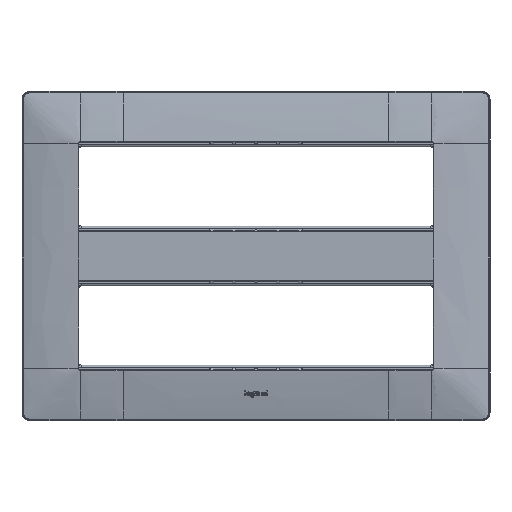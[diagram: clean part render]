
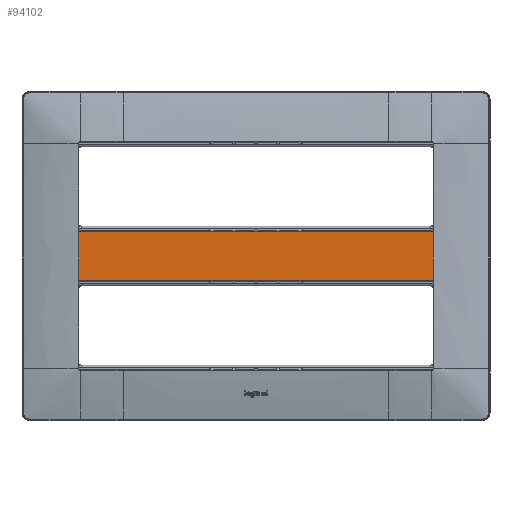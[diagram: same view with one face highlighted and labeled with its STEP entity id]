
A CAD part, top view. The second image highlights one B-rep face of the part: STEP entity #94102.
In plain terms, the highlighted planar face has unit normal (0, 0, 1).
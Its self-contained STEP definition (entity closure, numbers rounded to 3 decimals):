
#94013=AXIS2_PLACEMENT_3D('Plane Axis2P3D',#94010,#94011,#94012) ;
#93057=CARTESIAN_POINT('Vertex',(89.765,-12.535,9.8)) ;
#93060=CARTESIAN_POINT('Line Origine',(0.,-12.535,9.8)) ;
#93064=CARTESIAN_POINT('Vertex',(-89.765,-12.535,9.8)) ;
#93118=CARTESIAN_POINT('Control Point',(-89.765,-12.535,9.8)) ;
#93119=CARTESIAN_POINT('Control Point',(-89.854,-12.535,9.8)) ;
#93120=CARTESIAN_POINT('Control Point',(-89.942,-12.545,9.8)) ;
#93121=CARTESIAN_POINT('Control Point',(-90.03,-12.565,9.8)) ;
#93122=CARTESIAN_POINT('Control Point',(-90.199,-12.623,9.8)) ;
#93123=CARTESIAN_POINT('Control Point',(-90.351,-12.717,9.8)) ;
#93124=CARTESIAN_POINT('Control Point',(-90.421,-12.773,9.8)) ;
#93125=CARTESIAN_POINT('Control Point',(-90.486,-12.837,9.8)) ;
#93126=CARTESIAN_POINT('Control Point',(-90.543,-12.907,9.8)) ;
#93127=CARTESIAN_POINT('Control Point',(-90.543,-12.907,9.8)) ;
#93128=CARTESIAN_POINT('Control Point',(-90.544,-12.908,9.8)) ;
#93129=CARTESIAN_POINT('Control Point',(-90.545,-12.909,9.8)) ;
#93130=CARTESIAN_POINT('Vertex',(-90.545,-12.909,9.8)) ;
#93186=CARTESIAN_POINT('Control Point',(90.545,-12.909,9.8)) ;
#93187=CARTESIAN_POINT('Control Point',(90.503,-12.858,9.8)) ;
#93188=CARTESIAN_POINT('Control Point',(90.458,-12.81,9.8)) ;
#93189=CARTESIAN_POINT('Control Point',(90.409,-12.766,9.8)) ;
#93190=CARTESIAN_POINT('Control Point',(90.265,-12.657,9.8)) ;
#93191=CARTESIAN_POINT('Control Point',(90.101,-12.583,9.8)) ;
#93192=CARTESIAN_POINT('Control Point',(89.991,-12.551,9.8)) ;
#93193=CARTESIAN_POINT('Control Point',(89.878,-12.535,9.8)) ;
#93194=CARTESIAN_POINT('Control Point',(89.765,-12.535,9.8)) ;
#93195=CARTESIAN_POINT('Vertex',(90.545,-12.909,9.8)) ;
#93266=CARTESIAN_POINT('Vertex',(90.55,-12.894,9.8)) ;
#93270=CARTESIAN_POINT('Control Point',(90.55,-12.894,9.8)) ;
#93271=CARTESIAN_POINT('Control Point',(90.55,-12.899,9.8)) ;
#93272=CARTESIAN_POINT('Control Point',(90.549,-12.905,9.8)) ;
#93273=CARTESIAN_POINT('Control Point',(90.545,-12.909,9.8)) ;
#93322=CARTESIAN_POINT('Control Point',(-90.55,-12.894,9.8)) ;
#93323=CARTESIAN_POINT('Control Point',(-90.55,-12.899,9.8)) ;
#93324=CARTESIAN_POINT('Control Point',(-90.549,-12.905,9.8)) ;
#93325=CARTESIAN_POINT('Control Point',(-90.545,-12.909,9.8)) ;
#93326=CARTESIAN_POINT('Vertex',(-90.55,-12.894,9.8)) ;
#93983=CARTESIAN_POINT('Vertex',(-90.55,12.894,9.8)) ;
#93993=CARTESIAN_POINT('Line Origine',(-90.55,0.511,9.8)) ;
#94010=CARTESIAN_POINT('Axis2P3D Location',(0.,0.,9.8)) ;
#94015=CARTESIAN_POINT('Line Origine',(90.55,0.,9.8)) ;
#94019=CARTESIAN_POINT('Vertex',(90.55,12.894,9.8)) ;
#94023=CARTESIAN_POINT('Control Point',(90.55,12.894,9.8)) ;
#94024=CARTESIAN_POINT('Control Point',(90.55,12.896,9.8)) ;
#94025=CARTESIAN_POINT('Control Point',(90.55,12.897,9.8)) ;
#94026=CARTESIAN_POINT('Control Point',(90.55,12.898,9.8)) ;
#94027=CARTESIAN_POINT('Control Point',(90.549,12.901,9.8)) ;
#94028=CARTESIAN_POINT('Control Point',(90.549,12.904,9.8)) ;
#94029=CARTESIAN_POINT('Control Point',(90.548,12.905,9.8)) ;
#94030=CARTESIAN_POINT('Control Point',(90.547,12.907,9.8)) ;
#94031=CARTESIAN_POINT('Control Point',(90.546,12.908,9.8)) ;
#94032=CARTESIAN_POINT('Control Point',(90.545,12.908,9.8)) ;
#94033=CARTESIAN_POINT('Control Point',(90.545,12.909,9.8)) ;
#94034=CARTESIAN_POINT('Control Point',(90.545,12.909,9.8)) ;
#94035=CARTESIAN_POINT('Vertex',(90.545,12.909,9.8)) ;
#94039=CARTESIAN_POINT('Control Point',(90.545,12.909,9.8)) ;
#94040=CARTESIAN_POINT('Control Point',(90.503,12.858,9.8)) ;
#94041=CARTESIAN_POINT('Control Point',(90.458,12.81,9.8)) ;
#94042=CARTESIAN_POINT('Control Point',(90.409,12.766,9.8)) ;
#94043=CARTESIAN_POINT('Control Point',(90.265,12.657,9.8)) ;
#94044=CARTESIAN_POINT('Control Point',(90.101,12.583,9.8)) ;
#94045=CARTESIAN_POINT('Control Point',(89.991,12.551,9.8)) ;
#94046=CARTESIAN_POINT('Control Point',(89.878,12.535,9.8)) ;
#94047=CARTESIAN_POINT('Control Point',(89.765,12.535,9.8)) ;
#94048=CARTESIAN_POINT('Vertex',(89.765,12.535,9.8)) ;
#94051=CARTESIAN_POINT('Line Origine',(0.,12.535,9.8)) ;
#94055=CARTESIAN_POINT('Vertex',(-89.765,12.535,9.8)) ;
#94059=CARTESIAN_POINT('Control Point',(-89.765,12.535,9.8)) ;
#94060=CARTESIAN_POINT('Control Point',(-89.854,12.535,9.8)) ;
#94061=CARTESIAN_POINT('Control Point',(-89.942,12.545,9.8)) ;
#94062=CARTESIAN_POINT('Control Point',(-90.03,12.565,9.8)) ;
#94063=CARTESIAN_POINT('Control Point',(-90.199,12.623,9.8)) ;
#94064=CARTESIAN_POINT('Control Point',(-90.351,12.717,9.8)) ;
#94065=CARTESIAN_POINT('Control Point',(-90.421,12.773,9.8)) ;
#94066=CARTESIAN_POINT('Control Point',(-90.486,12.837,9.8)) ;
#94067=CARTESIAN_POINT('Control Point',(-90.543,12.907,9.8)) ;
#94068=CARTESIAN_POINT('Control Point',(-90.543,12.907,9.8)) ;
#94069=CARTESIAN_POINT('Control Point',(-90.544,12.908,9.8)) ;
#94070=CARTESIAN_POINT('Control Point',(-90.545,12.909,9.8)) ;
#94071=CARTESIAN_POINT('Vertex',(-90.545,12.909,9.8)) ;
#94075=CARTESIAN_POINT('Control Point',(-90.55,12.894,9.8)) ;
#94076=CARTESIAN_POINT('Control Point',(-90.55,12.896,9.8)) ;
#94077=CARTESIAN_POINT('Control Point',(-90.55,12.897,9.8)) ;
#94078=CARTESIAN_POINT('Control Point',(-90.55,12.898,9.8)) ;
#94079=CARTESIAN_POINT('Control Point',(-90.549,12.901,9.8)) ;
#94080=CARTESIAN_POINT('Control Point',(-90.549,12.904,9.8)) ;
#94081=CARTESIAN_POINT('Control Point',(-90.548,12.905,9.8)) ;
#94082=CARTESIAN_POINT('Control Point',(-90.547,12.907,9.8)) ;
#94083=CARTESIAN_POINT('Control Point',(-90.546,12.908,9.8)) ;
#94084=CARTESIAN_POINT('Control Point',(-90.545,12.908,9.8)) ;
#94085=CARTESIAN_POINT('Control Point',(-90.545,12.909,9.8)) ;
#94086=CARTESIAN_POINT('Control Point',(-90.545,12.909,9.8)) ;
#93061=DIRECTION('Vector Direction',(1.,0.,0.)) ;
#93994=DIRECTION('Vector Direction',(0.,1.,0.)) ;
#94011=DIRECTION('Axis2P3D Direction',(0.,0.,1.)) ;
#94012=DIRECTION('Axis2P3D XDirection',(1.,0.,0.)) ;
#94016=DIRECTION('Vector Direction',(0.,1.,0.)) ;
#94052=DIRECTION('Vector Direction',(-1.,0.,0.)) ;
#93062=VECTOR('Line Direction',#93061,1.) ;
#93995=VECTOR('Line Direction',#93994,1.) ;
#94017=VECTOR('Line Direction',#94016,1.) ;
#94053=VECTOR('Line Direction',#94052,1.) ;
#94089=ORIENTED_EDGE('',*,*,#93997,.F.) ;
#94090=ORIENTED_EDGE('',*,*,#93328,.F.) ;
#94091=ORIENTED_EDGE('',*,*,#93132,.F.) ;
#94092=ORIENTED_EDGE('',*,*,#93066,.F.) ;
#94093=ORIENTED_EDGE('',*,*,#93197,.F.) ;
#94094=ORIENTED_EDGE('',*,*,#93274,.F.) ;
#94095=ORIENTED_EDGE('',*,*,#94021,.T.) ;
#94096=ORIENTED_EDGE('',*,*,#94037,.F.) ;
#94097=ORIENTED_EDGE('',*,*,#94050,.T.) ;
#94098=ORIENTED_EDGE('',*,*,#94057,.T.) ;
#94099=ORIENTED_EDGE('',*,*,#94073,.T.) ;
#94100=ORIENTED_EDGE('',*,*,#94087,.F.) ;
#94102=ADVANCED_FACE('PartBody',(#94101),#94014,.T.) ;
#93117=B_SPLINE_CURVE_WITH_KNOTS('',5,(#93118,#93119,#93120,#93121,#93122,#93123,#93124,#93125,#93126,#93127,#93128,#93129),.UNSPECIFIED.,.F.,.U.,(6,3,3,6),(3.018,3.587,4.157,4.164),.UNSPECIFIED.) ;
#93185=B_SPLINE_CURVE_WITH_KNOTS('',5,(#93186,#93187,#93188,#93189,#93190,#93191,#93192,#93193,#93194),.UNSPECIFIED.,.F.,.U.,(6,3,6),(3.884,4.307,5.03),.UNSPECIFIED.) ;
#93269=B_SPLINE_CURVE_WITH_KNOTS('',3,(#93270,#93271,#93272,#93273),.UNSPECIFIED.,.F.,.U.,(4,4),(0.,0.021),.UNSPECIFIED.) ;
#93321=B_SPLINE_CURVE_WITH_KNOTS('',3,(#93322,#93323,#93324,#93325),.UNSPECIFIED.,.F.,.U.,(4,4),(0.,0.021),.UNSPECIFIED.) ;
#94022=B_SPLINE_CURVE_WITH_KNOTS('',5,(#94023,#94024,#94025,#94026,#94027,#94028,#94029,#94030,#94031,#94032,#94033,#94034),.UNSPECIFIED.,.F.,.U.,(6,3,3,6),(0.,0.009,0.018,0.021),.UNSPECIFIED.) ;
#94038=B_SPLINE_CURVE_WITH_KNOTS('',5,(#94039,#94040,#94041,#94042,#94043,#94044,#94045,#94046,#94047),.UNSPECIFIED.,.F.,.U.,(6,3,6),(3.884,4.307,5.03),.UNSPECIFIED.) ;
#94058=B_SPLINE_CURVE_WITH_KNOTS('',5,(#94059,#94060,#94061,#94062,#94063,#94064,#94065,#94066,#94067,#94068,#94069,#94070),.UNSPECIFIED.,.F.,.U.,(6,3,3,6),(3.018,3.587,4.157,4.164),.UNSPECIFIED.) ;
#94074=B_SPLINE_CURVE_WITH_KNOTS('',5,(#94075,#94076,#94077,#94078,#94079,#94080,#94081,#94082,#94083,#94084,#94085,#94086),.UNSPECIFIED.,.F.,.U.,(6,3,3,6),(0.,0.009,0.018,0.021),.UNSPECIFIED.) ;
#93066=EDGE_CURVE('',#93058,#93065,#93063,.F.) ;
#93132=EDGE_CURVE('',#93065,#93131,#93117,.T.) ;
#93197=EDGE_CURVE('',#93196,#93058,#93185,.T.) ;
#93274=EDGE_CURVE('',#93267,#93196,#93269,.T.) ;
#93328=EDGE_CURVE('',#93131,#93327,#93321,.F.) ;
#93997=EDGE_CURVE('',#93327,#93984,#93996,.T.) ;
#94021=EDGE_CURVE('',#93267,#94020,#94018,.T.) ;
#94037=EDGE_CURVE('',#94036,#94020,#94022,.F.) ;
#94050=EDGE_CURVE('',#94036,#94049,#94038,.T.) ;
#94057=EDGE_CURVE('',#94049,#94056,#94054,.T.) ;
#94073=EDGE_CURVE('',#94056,#94072,#94058,.T.) ;
#94087=EDGE_CURVE('',#93984,#94072,#94074,.T.) ;
#94088=EDGE_LOOP('',(#94089,#94090,#94091,#94092,#94093,#94094,#94095,#94096,#94097,#94098,#94099,#94100)) ;
#94101=FACE_OUTER_BOUND('',#94088,.T.) ;
#93063=LINE('Line',#93060,#93062) ;
#93996=LINE('Line',#93993,#93995) ;
#94018=LINE('Line',#94015,#94017) ;
#94054=LINE('Line',#94051,#94053) ;
#94014=PLANE('',#94013) ;
#93058=VERTEX_POINT('',#93057) ;
#93065=VERTEX_POINT('',#93064) ;
#93131=VERTEX_POINT('',#93130) ;
#93196=VERTEX_POINT('',#93195) ;
#93267=VERTEX_POINT('',#93266) ;
#93327=VERTEX_POINT('',#93326) ;
#93984=VERTEX_POINT('',#93983) ;
#94020=VERTEX_POINT('',#94019) ;
#94036=VERTEX_POINT('',#94035) ;
#94049=VERTEX_POINT('',#94048) ;
#94056=VERTEX_POINT('',#94055) ;
#94072=VERTEX_POINT('',#94071) ;
